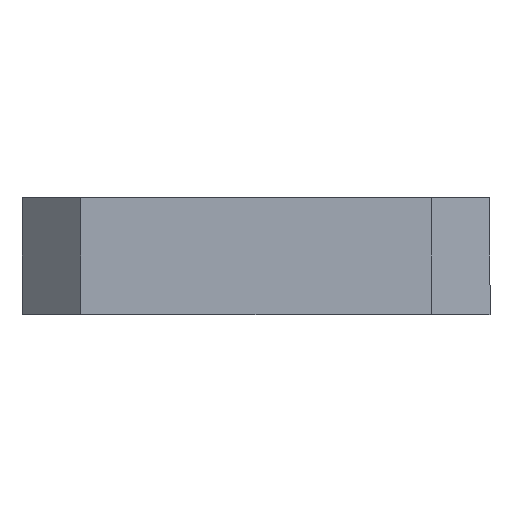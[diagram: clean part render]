
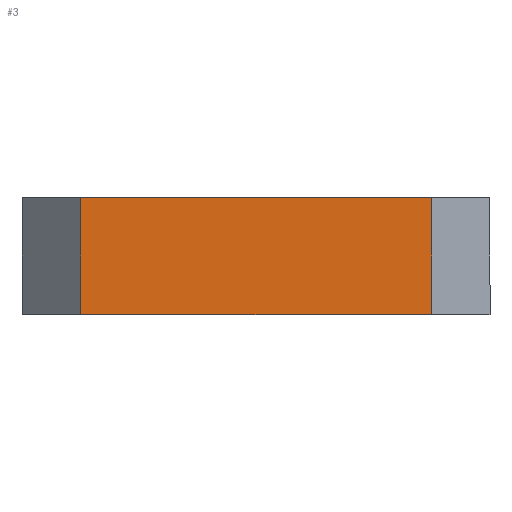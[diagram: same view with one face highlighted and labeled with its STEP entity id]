
A CAD part, front view. The second image highlights one B-rep face of the part: STEP entity #3.
In plain terms, the highlighted planar face has unit normal (0, -1, 0).
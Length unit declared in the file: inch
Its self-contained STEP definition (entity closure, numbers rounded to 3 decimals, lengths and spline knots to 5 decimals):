
#3 = ADVANCED_FACE ( 'NONE', ( #728 ), #400, .T. ) ;
#81 = ORIENTED_EDGE ( 'NONE', *, *, #584, .T. ) ;
#96 = ORIENTED_EDGE ( 'NONE', *, *, #583, .T. ) ;
#101 = ORIENTED_EDGE ( 'NONE', *, *, #582, .T. ) ;
#103 = ORIENTED_EDGE ( 'NONE', *, *, #581, .F. ) ;
#170 = CARTESIAN_POINT ( 'NONE',  ( 1., 0., -0.25 ) ) ;
#184 = CARTESIAN_POINT ( 'NONE',  ( 1., 0., 0. ) ) ;
#185 = DIRECTION ( 'NONE',  ( 1., 0., 0. ) ) ;
#186 = CARTESIAN_POINT ( 'NONE',  ( 0.125, 0., -0.25 ) ) ;
#188 = DIRECTION ( 'NONE',  ( 0., 0., -1. ) ) ;
#189 = DIRECTION ( 'NONE',  ( 1., 0., 0. ) ) ;
#190 = CARTESIAN_POINT ( 'NONE',  ( 0.875, 0., -0.25 ) ) ;
#191 = DIRECTION ( 'NONE',  ( 0., 0., 1. ) ) ;
#277 = CARTESIAN_POINT ( 'NONE',  ( 0.875, 0., -0.25 ) ) ;
#326 = CARTESIAN_POINT ( 'NONE',  ( 0.125, 0., -0.25 ) ) ;
#334 = CARTESIAN_POINT ( 'NONE',  ( 0.875, 0., 0. ) ) ;
#336 = CARTESIAN_POINT ( 'NONE',  ( 0.125, 0., 0. ) ) ;
#392 = CARTESIAN_POINT ( 'NONE',  ( 1., 0., -0.25 ) ) ;
#400 = PLANE ( 'NONE',  #816 ) ;
#403 = DIRECTION ( 'NONE',  ( 0., -1., 0. ) ) ;
#404 = DIRECTION ( 'NONE',  ( 0., 0., -1. ) ) ;
#420 = LINE ( 'NONE', #170, #434 ) ;
#427 = LINE ( 'NONE', #184, #430 ) ;
#429 = LINE ( 'NONE', #186, #432 ) ;
#430 = VECTOR ( 'NONE', #185, 39.37008 ) ;
#432 = VECTOR ( 'NONE', #188, 39.37008 ) ;
#433 = LINE ( 'NONE', #190, #436 ) ;
#434 = VECTOR ( 'NONE', #189, 39.37008 ) ;
#436 = VECTOR ( 'NONE', #191, 39.37008 ) ;
#581 = EDGE_CURVE ( 'NONE', #898, #895, #427, .T. ) ;
#582 = EDGE_CURVE ( 'NONE', #898, #892, #429, .T. ) ;
#583 = EDGE_CURVE ( 'NONE', #892, #752, #420, .T. ) ;
#584 = EDGE_CURVE ( 'NONE', #752, #895, #433, .T. ) ;
#728 = FACE_OUTER_BOUND ( 'NONE', #951, .T. ) ;
#752 = VERTEX_POINT ( 'NONE', #277 ) ;
#816 = AXIS2_PLACEMENT_3D ( 'NONE', #392, #403, #404 ) ;
#892 = VERTEX_POINT ( 'NONE', #326 ) ;
#895 = VERTEX_POINT ( 'NONE', #334 ) ;
#898 = VERTEX_POINT ( 'NONE', #336 ) ;
#951 = EDGE_LOOP ( 'NONE', ( #103, #101, #96, #81 ) ) ;
